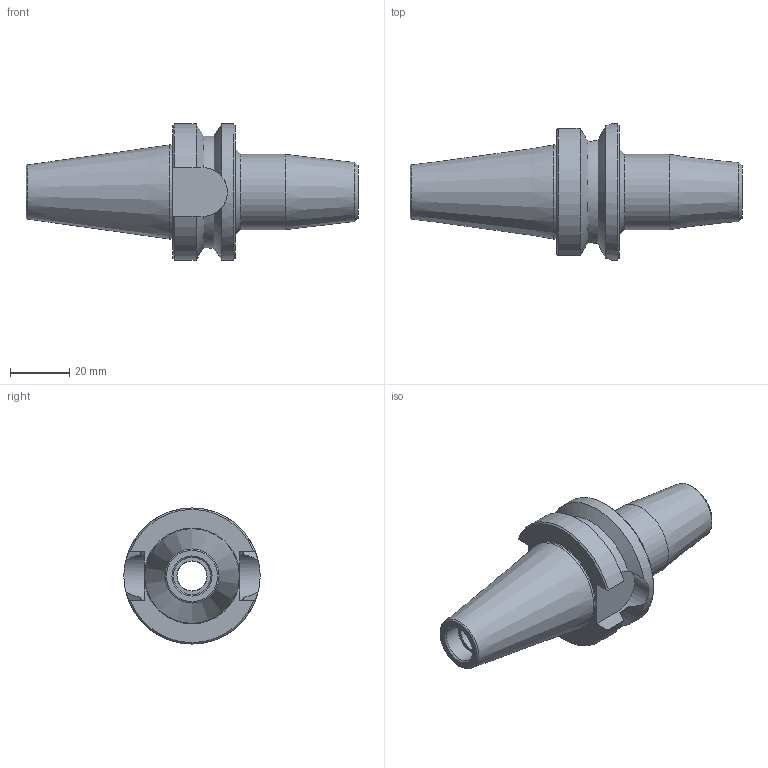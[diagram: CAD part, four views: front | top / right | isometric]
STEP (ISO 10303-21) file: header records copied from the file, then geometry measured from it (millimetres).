
FILE_DESCRIPTION(/* description */ (''),/* implementation_level */ '2;1');
FILE_NAME(/* name */ 'BT30-SF10-2.5D.step',/* time_stamp */ '2026-01-20T17:04:06-06:00',/* author */ (''),/* organization */ (''),/* preprocessor_version */ 'ST-DEVELOPER v20.1',/* originating_system */ 'Autodesk Translation Framework v14.21.0.0',/* authorisation */ '');
FILE_SCHEMA (('AUTOMOTIVE_DESIGN { 1 0 10303 214 3 1 1 }'));
Length unit declared in the file: inch
Products named in the file (1): BT30 DUAL CONTACT TEMPLATE FINALIZED
Bounding box: 112.01 x 45.92 x 45.92 mm (x, y, z)
Volume: 62911.4 mm3; surface area: 16455 mm2
Topology: 1 solids, 1 shells, 42 faces, 102 edges, 65 vertices
Faces by surface type: cone 14, plane 13, cylinder 13, torus 2
Full cylindrical faces by diameter (mm): 10 x1, 10.16 x1, 11.524 x1, 12.548 x1, 25.4 x1, 31.75 x1, 45.923 x1
Entity records: 1347 total; most frequent: CARTESIAN_POINT 302, DIRECTION 223, ORIENTED_EDGE 204, EDGE_CURVE 102, AXIS2_PLACEMENT_3D 94, VERTEX_POINT 65, CIRCLE 51, EDGE_LOOP 47
